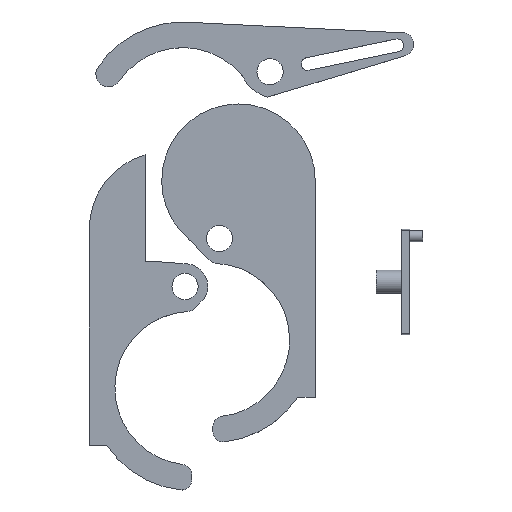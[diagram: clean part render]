
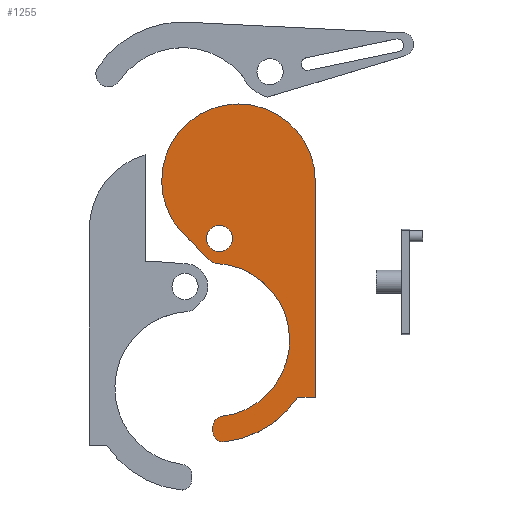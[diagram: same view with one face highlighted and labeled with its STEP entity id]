
A CAD part, top view. The second image highlights one B-rep face of the part: STEP entity #1255.
In plain terms, the highlighted planar face has unit normal (0, 0, 1).
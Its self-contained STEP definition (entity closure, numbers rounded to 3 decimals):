
#32=FACE_BOUND('',#180,.T.);
#66=PLANE('',#1365);
#105=FACE_OUTER_BOUND('',#179,.T.);
#179=EDGE_LOOP('',(#908,#909,#910,#911,#912,#913,#914,#915,#916,#917,#918));
#180=EDGE_LOOP('',(#919));
#269=LINE('',#1960,#361);
#275=LINE('',#1975,#367);
#278=LINE('',#1984,#370);
#281=LINE('',#1995,#373);
#361=VECTOR('',#1546,10.);
#367=VECTOR('',#1562,10.);
#370=VECTOR('',#1571,10.);
#373=VECTOR('',#1588,10.);
#449=CIRCLE('',#1338,13.);
#450=CIRCLE('',#1340,10.);
#458=CIRCLE('',#1351,10.);
#459=CIRCLE('',#1353,10.);
#460=CIRCLE('',#1356,10.);
#461=CIRCLE('',#1359,101.6);
#462=CIRCLE('',#1361,76.2);
#463=CIRCLE('',#1363,76.2);
#538=VERTEX_POINT('',#1926);
#539=VERTEX_POINT('',#1930);
#540=VERTEX_POINT('',#1931);
#552=VERTEX_POINT('',#1959);
#553=VERTEX_POINT('',#1963);
#554=VERTEX_POINT('',#1967);
#555=VERTEX_POINT('',#1968);
#556=VERTEX_POINT('',#1973);
#557=VERTEX_POINT('',#1977);
#558=VERTEX_POINT('',#1981);
#559=VERTEX_POINT('',#1983);
#560=VERTEX_POINT('',#1991);
#663=EDGE_CURVE('',#538,#538,#449,.T.);
#664=EDGE_CURVE('',#539,#540,#450,.T.);
#678=EDGE_CURVE('',#552,#540,#269,.T.);
#680=EDGE_CURVE('',#552,#553,#458,.T.);
#682=EDGE_CURVE('',#554,#555,#459,.T.);
#686=EDGE_CURVE('',#554,#556,#275,.T.);
#687=EDGE_CURVE('',#557,#556,#460,.T.);
#690=EDGE_CURVE('',#559,#558,#278,.T.);
#692=EDGE_CURVE('',#557,#559,#461,.T.);
#693=EDGE_CURVE('',#539,#555,#462,.T.);
#694=EDGE_CURVE('',#560,#553,#463,.T.);
#696=EDGE_CURVE('',#558,#560,#281,.T.);
#908=ORIENTED_EDGE('',*,*,#664,.F.);
#909=ORIENTED_EDGE('',*,*,#693,.T.);
#910=ORIENTED_EDGE('',*,*,#682,.F.);
#911=ORIENTED_EDGE('',*,*,#686,.T.);
#912=ORIENTED_EDGE('',*,*,#687,.F.);
#913=ORIENTED_EDGE('',*,*,#692,.T.);
#914=ORIENTED_EDGE('',*,*,#690,.T.);
#915=ORIENTED_EDGE('',*,*,#696,.T.);
#916=ORIENTED_EDGE('',*,*,#694,.T.);
#917=ORIENTED_EDGE('',*,*,#680,.F.);
#918=ORIENTED_EDGE('',*,*,#678,.T.);
#919=ORIENTED_EDGE('',*,*,#663,.T.);
#1255=ADVANCED_FACE('',(#105,#32),#66,.T.);
#1338=AXIS2_PLACEMENT_3D('',#1928,#1516,#1517);
#1340=AXIS2_PLACEMENT_3D('',#1932,#1520,#1521);
#1351=AXIS2_PLACEMENT_3D('',#1964,#1550,#1551);
#1353=AXIS2_PLACEMENT_3D('',#1969,#1555,#1556);
#1356=AXIS2_PLACEMENT_3D('',#1978,#1565,#1566);
#1359=AXIS2_PLACEMENT_3D('',#1987,#1575,#1576);
#1361=AXIS2_PLACEMENT_3D('',#1989,#1579,#1580);
#1363=AXIS2_PLACEMENT_3D('',#1992,#1583,#1584);
#1365=AXIS2_PLACEMENT_3D('',#1996,#1589,#1590);
#1516=DIRECTION('center_axis',(0.,0.,-1.));
#1517=DIRECTION('ref_axis',(0.,1.,0.));
#1520=DIRECTION('center_axis',(0.,0.,-1.));
#1521=DIRECTION('ref_axis',(-0.408,-0.913,0.));
#1546=DIRECTION('',(0.703,-0.712,0.));
#1550=DIRECTION('center_axis',(0.,0.,1.));
#1551=DIRECTION('ref_axis',(0.674,0.739,0.));
#1555=DIRECTION('center_axis',(0.,0.,-1.));
#1556=DIRECTION('ref_axis',(-0.747,0.665,0.));
#1562=DIRECTION('',(0.,-1.,0.));
#1565=DIRECTION('center_axis',(0.,0.,-1.));
#1566=DIRECTION('ref_axis',(-0.667,-0.745,0.));
#1571=DIRECTION('',(1.,0.,0.));
#1575=DIRECTION('center_axis',(0.,0.,1.));
#1576=DIRECTION('ref_axis',(0.,1.,0.));
#1579=DIRECTION('center_axis',(0.,0.,-1.));
#1580=DIRECTION('ref_axis',(0.,1.,0.));
#1583=DIRECTION('center_axis',(0.,0.,1.));
#1584=DIRECTION('ref_axis',(0.,1.,0.));
#1588=DIRECTION('',(0.,1.,0.));
#1589=DIRECTION('center_axis',(0.,0.,1.));
#1590=DIRECTION('ref_axis',(0.,1.,0.));
#1926=CARTESIAN_POINT('',(-154.283,1384.433,0.));
#1928=CARTESIAN_POINT('Origin',(-154.283,1397.433,0.));
#1930=CARTESIAN_POINT('',(-157.043,1372.587,0.));
#1931=CARTESIAN_POINT('',(-163.662,1375.548,0.));
#1932=CARTESIAN_POINT('Origin',(-156.546,1382.575,0.));
#1959=CARTESIAN_POINT('',(-183.029,1395.16,0.));
#1960=CARTESIAN_POINT('',(-183.406,1395.542,0.));
#1963=CARTESIAN_POINT('',(-183.797,1395.86,0.));
#1964=CARTESIAN_POINT('Origin',(-190.144,1388.133,0.));
#1967=CARTESIAN_POINT('',(-160.83,1210.863,0.));
#1968=CARTESIAN_POINT('',(-151.991,1220.796,0.));
#1969=CARTESIAN_POINT('Origin',(-150.83,1210.863,0.));
#1973=CARTESIAN_POINT('',(-160.83,1205.429,0.));
#1975=CARTESIAN_POINT('',(-160.83,1194.881,0.));
#1977=CARTESIAN_POINT('',(-149.739,1195.489,0.));
#1978=CARTESIAN_POINT('Origin',(-150.83,1205.429,0.));
#1981=CARTESIAN_POINT('',(-59.23,1239.82,0.));
#1983=CARTESIAN_POINT('',(-76.498,1239.82,0.));
#1984=CARTESIAN_POINT('',(-59.23,1239.82,0.));
#1987=CARTESIAN_POINT('Origin',(-160.83,1296.481,0.));
#1989=CARTESIAN_POINT('Origin',(-160.83,1296.481,0.));
#1991=CARTESIAN_POINT('',(-59.23,1454.743,0.));
#1992=CARTESIAN_POINT('Origin',(-135.43,1454.743,0.));
#1995=CARTESIAN_POINT('',(-59.23,1353.143,0.));
#1996=CARTESIAN_POINT('Origin',(-135.43,1362.912,0.));
